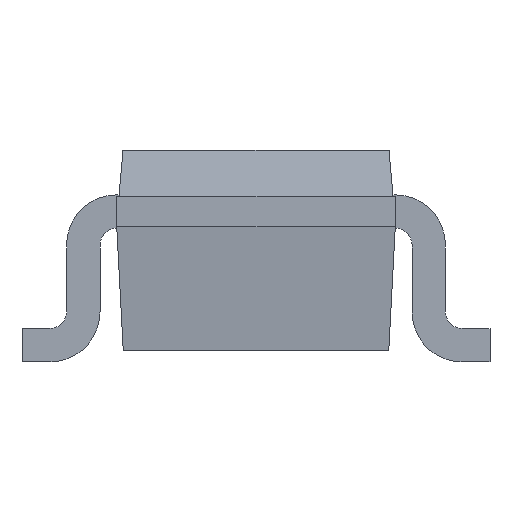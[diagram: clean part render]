
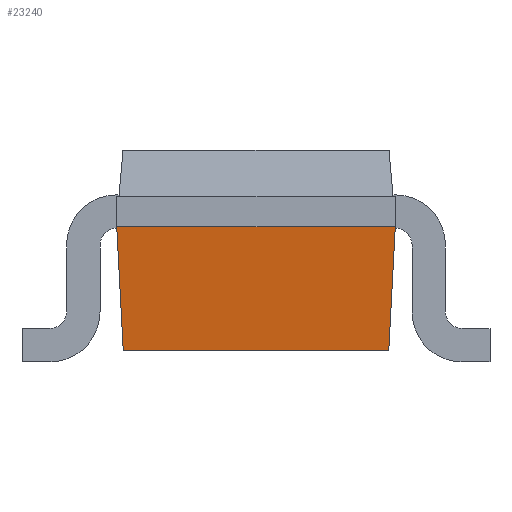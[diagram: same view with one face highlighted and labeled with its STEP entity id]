
A CAD part, left-side view. The second image highlights one B-rep face of the part: STEP entity #23240.
In plain terms, the highlighted planar face has unit normal (-0.995, 0, -0.104).
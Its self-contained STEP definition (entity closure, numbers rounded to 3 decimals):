
#12941 = PLANE('',#12942);
#12942 = AXIS2_PLACEMENT_3D('',#12943,#12944,#12945);
#12943 = CARTESIAN_POINT('',(-1.,-0.596,0.05));
#12944 = DIRECTION('',(1.,0.,0.));
#12945 = DIRECTION('',(0.,-1.,0.));
#13070 = PLANE('',#13071);
#13071 = AXIS2_PLACEMENT_3D('',#13072,#13073,#13074);
#13072 = CARTESIAN_POINT('',(1.,-0.596,0.05));
#13073 = DIRECTION('',(0.,0.999,
    0.052));
#13074 = DIRECTION('',(0.,-0.052,
    0.999));
#16070 = PLANE('',#16071);
#16071 = AXIS2_PLACEMENT_3D('',#16072,#16073,#16074);
#16072 = CARTESIAN_POINT('',(1.,0.596,0.05));
#16073 = DIRECTION('',(0.,-0.999,
    0.052));
#16074 = DIRECTION('',(-1.,0.,0.));
#19483 = VERTEX_POINT('',#19484);
#19484 = CARTESIAN_POINT('',(-1.,-0.625,0.607));
#19534 = VERTEX_POINT('',#19535);
#19535 = CARTESIAN_POINT('',(-1.,0.625,0.607));
#19580 = EDGE_CURVE('',#19534,#19483,#19581,.T.);
#19581 = SURFACE_CURVE('',#19582,(#19586,#19593),.PCURVE_S1.);
#19582 = LINE('',#19583,#19584);
#19583 = CARTESIAN_POINT('',(-1.,0.625,0.607));
#19584 = VECTOR('',#19585,1.);
#19585 = DIRECTION('',(0.,-1.,0.));
#19586 = PCURVE('',#12941,#19587);
#19587 = DEFINITIONAL_REPRESENTATION('',(#19588),#19592);
#19588 = LINE('',#19589,#19590);
#19589 = CARTESIAN_POINT('',(-1.221,-0.557));
#19590 = VECTOR('',#19591,1.);
#19591 = DIRECTION('',(1.,0.));
#19592 = ( GEOMETRIC_REPRESENTATION_CONTEXT(2) 
PARAMETRIC_REPRESENTATION_CONTEXT() REPRESENTATION_CONTEXT('2D SPACE',''
  ) );
#19593 = PCURVE('',#19594,#19599);
#19594 = PLANE('',#19595);
#19595 = AXIS2_PLACEMENT_3D('',#19596,#19597,#19598);
#19596 = CARTESIAN_POINT('',(-0.941,0.625,0.05));
#19597 = DIRECTION('',(0.995,0.,0.105
    ));
#19598 = DIRECTION('',(0.,1.,0.));
#19599 = DEFINITIONAL_REPRESENTATION('',(#19600),#19604);
#19600 = LINE('',#19601,#19602);
#19601 = CARTESIAN_POINT('',(-0.,0.56));
#19602 = VECTOR('',#19603,1.);
#19603 = DIRECTION('',(-1.,-0.));
#19604 = ( GEOMETRIC_REPRESENTATION_CONTEXT(2) 
PARAMETRIC_REPRESENTATION_CONTEXT() REPRESENTATION_CONTEXT('2D SPACE',''
  ) );
#20058 = VERTEX_POINT('',#20059);
#20059 = CARTESIAN_POINT('',(-0.941,-0.596,0.05));
#20073 = PLANE('',#20074);
#20074 = AXIS2_PLACEMENT_3D('',#20075,#20076,#20077);
#20075 = CARTESIAN_POINT('',(1.,0.596,0.05));
#20076 = DIRECTION('',(0.,0.,1.));
#20077 = DIRECTION('',(-1.,0.,0.));
#20085 = EDGE_CURVE('',#20058,#19483,#20086,.T.);
#20086 = SURFACE_CURVE('',#20087,(#20091,#20098),.PCURVE_S1.);
#20087 = LINE('',#20088,#20089);
#20088 = CARTESIAN_POINT('',(-0.941,-0.596,0.05));
#20089 = VECTOR('',#20090,1.);
#20090 = DIRECTION('',(-0.104,-0.052,
    0.993));
#20091 = PCURVE('',#13070,#20092);
#20092 = DEFINITIONAL_REPRESENTATION('',(#20093),#20097);
#20093 = LINE('',#20094,#20095);
#20094 = CARTESIAN_POINT('',(0.,-1.941));
#20095 = VECTOR('',#20096,1.);
#20096 = DIRECTION('',(0.995,-0.104));
#20097 = ( GEOMETRIC_REPRESENTATION_CONTEXT(2) 
PARAMETRIC_REPRESENTATION_CONTEXT() REPRESENTATION_CONTEXT('2D SPACE',''
  ) );
#20098 = PCURVE('',#19594,#20099);
#20099 = DEFINITIONAL_REPRESENTATION('',(#20100),#20104);
#20100 = LINE('',#20101,#20102);
#20101 = CARTESIAN_POINT('',(-1.221,0.));
#20102 = VECTOR('',#20103,1.);
#20103 = DIRECTION('',(-0.052,0.999));
#20104 = ( GEOMETRIC_REPRESENTATION_CONTEXT(2) 
PARAMETRIC_REPRESENTATION_CONTEXT() REPRESENTATION_CONTEXT('2D SPACE',''
  ) );
#21224 = VERTEX_POINT('',#21225);
#21225 = CARTESIAN_POINT('',(-0.941,0.596,0.05));
#21374 = EDGE_CURVE('',#19534,#21224,#21375,.T.);
#21375 = SURFACE_CURVE('',#21376,(#21380,#21387),.PCURVE_S1.);
#21376 = LINE('',#21377,#21378);
#21377 = CARTESIAN_POINT('',(-1.,0.625,0.607));
#21378 = VECTOR('',#21379,1.);
#21379 = DIRECTION('',(0.104,-0.052,
    -0.993));
#21380 = PCURVE('',#16070,#21381);
#21381 = DEFINITIONAL_REPRESENTATION('',(#21382),#21386);
#21382 = LINE('',#21383,#21384);
#21383 = CARTESIAN_POINT('',(2.,-0.558));
#21384 = VECTOR('',#21385,1.);
#21385 = DIRECTION('',(-0.104,0.995));
#21386 = ( GEOMETRIC_REPRESENTATION_CONTEXT(2) 
PARAMETRIC_REPRESENTATION_CONTEXT() REPRESENTATION_CONTEXT('2D SPACE',''
  ) );
#21387 = PCURVE('',#19594,#21388);
#21388 = DEFINITIONAL_REPRESENTATION('',(#21389),#21393);
#21389 = LINE('',#21390,#21391);
#21390 = CARTESIAN_POINT('',(-0.,0.56));
#21391 = VECTOR('',#21392,1.);
#21392 = DIRECTION('',(-0.052,-0.999));
#21393 = ( GEOMETRIC_REPRESENTATION_CONTEXT(2) 
PARAMETRIC_REPRESENTATION_CONTEXT() REPRESENTATION_CONTEXT('2D SPACE',''
  ) );
#23240 = ADVANCED_FACE('',(#23241),#19594,.F.);
#23241 = FACE_BOUND('',#23242,.T.);
#23242 = EDGE_LOOP('',(#23243,#23244,#23265,#23266));
#23243 = ORIENTED_EDGE('',*,*,#21374,.T.);
#23244 = ORIENTED_EDGE('',*,*,#23245,.T.);
#23245 = EDGE_CURVE('',#21224,#20058,#23246,.T.);
#23246 = SURFACE_CURVE('',#23247,(#23251,#23258),.PCURVE_S1.);
#23247 = LINE('',#23248,#23249);
#23248 = CARTESIAN_POINT('',(-0.941,0.596,0.05));
#23249 = VECTOR('',#23250,1.);
#23250 = DIRECTION('',(0.,-1.,0.));
#23251 = PCURVE('',#19594,#23252);
#23252 = DEFINITIONAL_REPRESENTATION('',(#23253),#23257);
#23253 = LINE('',#23254,#23255);
#23254 = CARTESIAN_POINT('',(-0.029,0.));
#23255 = VECTOR('',#23256,1.);
#23256 = DIRECTION('',(-1.,0.));
#23257 = ( GEOMETRIC_REPRESENTATION_CONTEXT(2) 
PARAMETRIC_REPRESENTATION_CONTEXT() REPRESENTATION_CONTEXT('2D SPACE',''
  ) );
#23258 = PCURVE('',#20073,#23259);
#23259 = DEFINITIONAL_REPRESENTATION('',(#23260),#23264);
#23260 = LINE('',#23261,#23262);
#23261 = CARTESIAN_POINT('',(1.941,0.));
#23262 = VECTOR('',#23263,1.);
#23263 = DIRECTION('',(0.,1.));
#23264 = ( GEOMETRIC_REPRESENTATION_CONTEXT(2) 
PARAMETRIC_REPRESENTATION_CONTEXT() REPRESENTATION_CONTEXT('2D SPACE',''
  ) );
#23265 = ORIENTED_EDGE('',*,*,#20085,.T.);
#23266 = ORIENTED_EDGE('',*,*,#19580,.F.);
